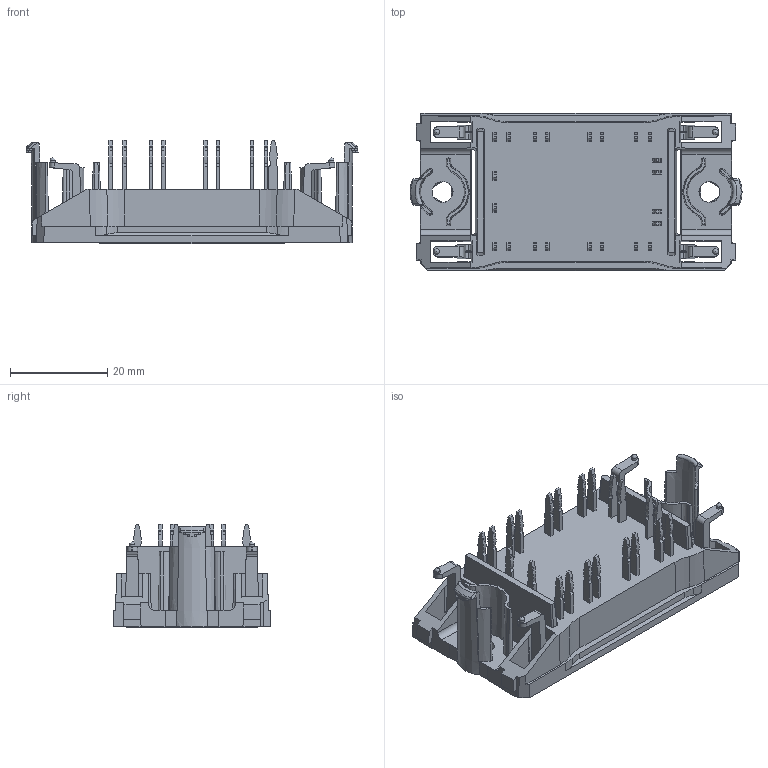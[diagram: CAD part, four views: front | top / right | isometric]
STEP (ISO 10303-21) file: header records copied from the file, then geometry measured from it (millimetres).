
FILE_DESCRIPTION( ( 'Unknown' ), '1' );
FILE_NAME( 'modul.stp', 'Unknown', ( 'Unknown' ), ( 'Unknown' ), 'PSStep 11.0', 'Unknown', ' ' );
FILE_SCHEMA( ( 'AUTOMOTIVE_DESIGN { 1 0 10303 214 1 1 1 1 }' ) );
Length unit declared in the file: millimetre
Products named in the file (1): 2C17-P-H
Bounding box: 68.4 x 32.5 x 21.23 mm (x, y, z)
Volume: 17679.7 mm3; surface area: 11044.8 mm2
Topology: 1 solids, 1 shells, 757 faces, 2152 edges, 1412 vertices
Faces by surface type: plane 495, cylinder 216, cone 34, bspline 4, torus 4, sphere 4
Full cylindrical faces by diameter (mm): 1.1 x4
Entity records: 30638 total; most frequent: CARTESIAN_POINT 4500, ORIENTED_EDGE 4264, DIRECTION 4162, EDGE_CURVE 2132, LINE 1546, VECTOR 1546, VERTEX_POINT 1404, AXIS2_PLACEMENT_3D 1308
